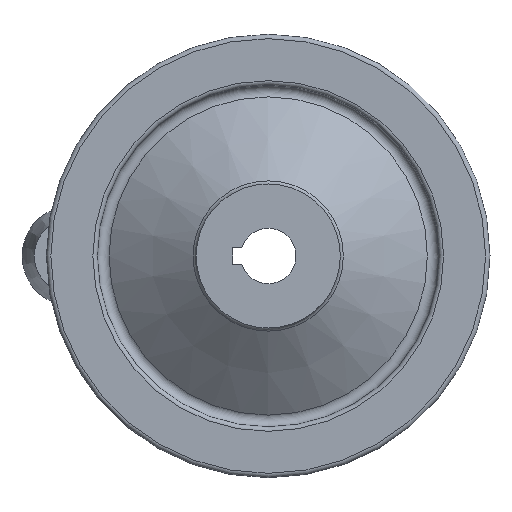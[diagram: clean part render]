
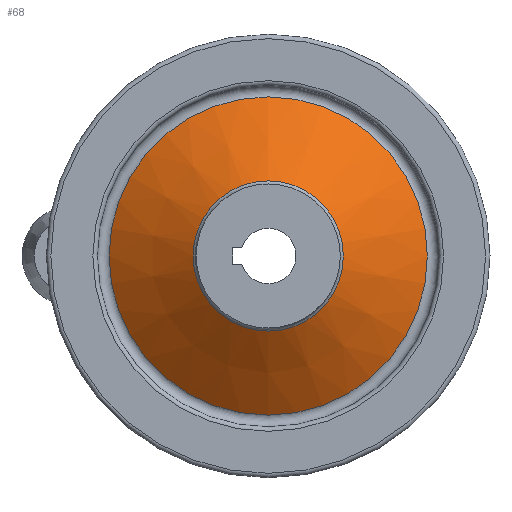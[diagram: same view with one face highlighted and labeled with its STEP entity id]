
A CAD part, left-side view. The second image highlights one B-rep face of the part: STEP entity #68.
In plain terms, the highlighted conical face has half-angle 53.939 degrees and reference radius 13.549 mm.
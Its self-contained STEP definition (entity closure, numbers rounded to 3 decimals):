
#68 = ADVANCED_FACE( '', ( #155, #156 ), #157, .T. );
#155 = FACE_OUTER_BOUND( '', #269, .T. );
#156 = FACE_BOUND( '', #270, .T. );
#157 = CONICAL_SURFACE( '', #271, 13.548, 0.941 );
#269 = EDGE_LOOP( '', ( #440 ) );
#270 = EDGE_LOOP( '', ( #441 ) );
#271 = AXIS2_PLACEMENT_3D( '', #442, #443, #444 );
#440 = ORIENTED_EDGE( '', *, *, #598, .F. );
#441 = ORIENTED_EDGE( '', *, *, #599, .T. );
#442 = CARTESIAN_POINT( '', ( 9.727, 0., 0. ) );
#443 = DIRECTION( '', ( 1., 0., 0. ) );
#444 = DIRECTION( '', ( 0., 0., -1. ) );
#598 = EDGE_CURVE( '', #685, #685, #686, .T. );
#599 = EDGE_CURVE( '', #687, #687, #688, .T. );
#685 = VERTEX_POINT( '', #797 );
#686 = CIRCLE( '', #798, 28.702 );
#687 = VERTEX_POINT( '', #799 );
#688 = CIRCLE( '', #800, 13.548 );
#797 = CARTESIAN_POINT( '', ( 20.762, 0., -28.702 ) );
#798 = AXIS2_PLACEMENT_3D( '', #892, #893, #894 );
#799 = CARTESIAN_POINT( '', ( 9.727, 0., -13.548 ) );
#800 = AXIS2_PLACEMENT_3D( '', #895, #896, #897 );
#892 = CARTESIAN_POINT( '', ( 20.762, 0., 0. ) );
#893 = DIRECTION( '', ( 1., 0., 0. ) );
#894 = DIRECTION( '', ( 0., 0., -1. ) );
#895 = CARTESIAN_POINT( '', ( 9.727, 0., 0. ) );
#896 = DIRECTION( '', ( 1., 0., 0. ) );
#897 = DIRECTION( '', ( 0., 0., -1. ) );
